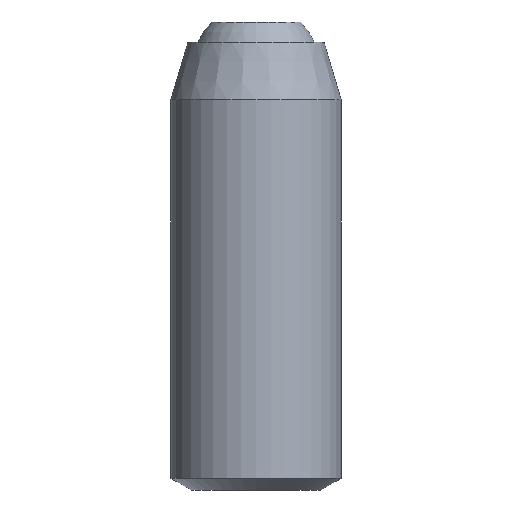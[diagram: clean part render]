
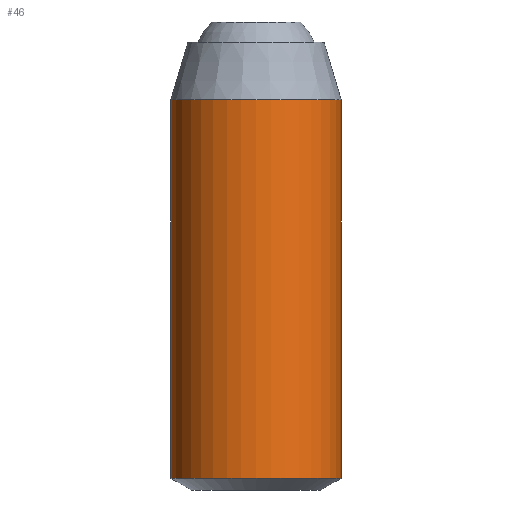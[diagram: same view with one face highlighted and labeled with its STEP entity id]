
A CAD part, front view. The second image highlights one B-rep face of the part: STEP entity #46.
In plain terms, the highlighted cylindrical face has radius 8 mm (diameter 16 mm), a full revolution.
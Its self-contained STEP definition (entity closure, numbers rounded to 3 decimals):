
#46 = ADVANCED_FACE( '', ( #104, #105 ), #106, .T. );
#104 = FACE_OUTER_BOUND( '', #178, .T. );
#105 = FACE_OUTER_BOUND( '', #179, .T. );
#106 = CYLINDRICAL_SURFACE( '', #180, 8. );
#178 = EDGE_LOOP( '', ( #250 ) );
#179 = EDGE_LOOP( '', ( #251 ) );
#180 = AXIS2_PLACEMENT_3D( '', #252, #253, #254 );
#250 = ORIENTED_EDGE( '', *, *, #400, .T. );
#251 = ORIENTED_EDGE( '', *, *, #401, .T. );
#252 = CARTESIAN_POINT( '', ( 0., 0., 42.08 ) );
#253 = DIRECTION( '', ( 0., 0., 1. ) );
#254 = DIRECTION( '', ( -1., 0., 0. ) );
#400 = EDGE_CURVE( '', #460, #460, #461, .T. );
#401 = EDGE_CURVE( '', #462, #462, #463, .F. );
#460 = VERTEX_POINT( '', #542 );
#461 = CIRCLE( '', #543, 8. );
#462 = VERTEX_POINT( '', #544 );
#463 = CIRCLE( '', #545, 8. );
#542 = CARTESIAN_POINT( '', ( 8., 0., 1.1 ) );
#543 = AXIS2_PLACEMENT_3D( '', #641, #642, #643 );
#544 = CARTESIAN_POINT( '', ( 8., 0., 36.68 ) );
#545 = AXIS2_PLACEMENT_3D( '', #644, #645, #646 );
#641 = CARTESIAN_POINT( '', ( 0., 0., 1.1 ) );
#642 = DIRECTION( '', ( 0., 0., 1. ) );
#643 = DIRECTION( '', ( 1., 0., 0. ) );
#644 = CARTESIAN_POINT( '', ( 0., 0., 36.68 ) );
#645 = DIRECTION( '', ( 0., 0., 1. ) );
#646 = DIRECTION( '', ( 1., 0., 0. ) );
